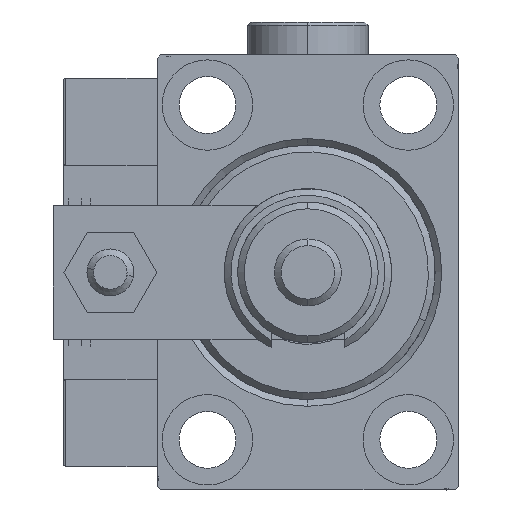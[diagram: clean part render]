
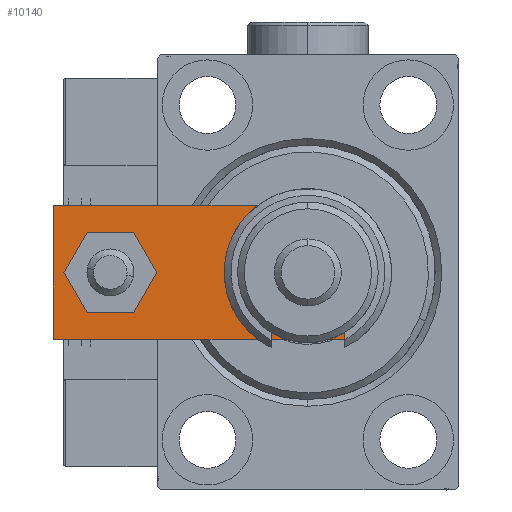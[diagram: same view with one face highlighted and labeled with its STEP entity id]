
A CAD part, left-side view. The second image highlights one B-rep face of the part: STEP entity #10140.
In plain terms, the highlighted face is planar.
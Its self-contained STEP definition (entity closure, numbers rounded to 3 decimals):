
#643 = DIRECTION ( 'NONE',  ( 1., 0., 0. ) ) ;
#2051 = PLANE ( 'NONE',  #21272 ) ;
#2371 = AXIS2_PLACEMENT_3D ( 'NONE', #21155, #46431, #12888 ) ;
#2621 = CARTESIAN_POINT ( 'NONE',  ( -2.88, -2.88, 6. ) ) ;
#3419 = CARTESIAN_POINT ( 'NONE',  ( -4., 39.5, 6. ) ) ;
#3857 = CARTESIAN_POINT ( 'NONE',  ( -10., 4.24, 6. ) ) ;
#3957 = CARTESIAN_POINT ( 'NONE',  ( 0., 10., 6. ) ) ;
#4220 = DIRECTION ( 'NONE',  ( 0., 0., 1. ) ) ;
#4266 = CIRCLE ( 'NONE', #16562, 4. ) ;
#5422 = VERTEX_POINT ( 'NONE', #35237 ) ;
#5596 = CARTESIAN_POINT ( 'NONE',  ( -5.76, 0., 6. ) ) ;
#5959 = ORIENTED_EDGE ( 'NONE', *, *, #33855, .F. ) ;
#6082 = LINE ( 'NONE', #41262, #6287 ) ;
#6173 = FACE_OUTER_BOUND ( 'NONE', #51597, .T. ) ;
#6287 = VECTOR ( 'NONE', #53079, 1000. ) ;
#6932 = LINE ( 'NONE', #11884, #54153 ) ;
#7210 = DIRECTION ( 'NONE',  ( 0., -1., 0. ) ) ;
#8258 = DIRECTION ( 'NONE',  ( 0.707, 0.707, 0. ) ) ;
#8704 = CARTESIAN_POINT ( 'NONE',  ( -10., 48., 6. ) ) ;
#9984 = DIRECTION ( 'NONE',  ( 1., 0., 0. ) ) ;
#10140 = ADVANCED_FACE ( 'NONE', ( #18553, #6173, #26258 ), #2051, .T. ) ;
#10256 = CIRCLE ( 'NONE', #2371, 4. ) ;
#11366 = CIRCLE ( 'NONE', #45580, 7.25 ) ;
#11372 = EDGE_CURVE ( 'NONE', #14242, #24973, #16493, .T. ) ;
#11884 = CARTESIAN_POINT ( 'NONE',  ( -10., 48., 6. ) ) ;
#12748 = DIRECTION ( 'NONE',  ( 0., 0., 1. ) ) ;
#12888 = DIRECTION ( 'NONE',  ( 1., 0., 0. ) ) ;
#13255 = CARTESIAN_POINT ( 'NONE',  ( 10., 4.24, 6. ) ) ;
#13508 = EDGE_CURVE ( 'NONE', #18883, #5422, #27597, .T. ) ;
#14242 = VERTEX_POINT ( 'NONE', #15274 ) ;
#14610 = EDGE_CURVE ( 'NONE', #25242, #51917, #48473, .T. ) ;
#15274 = CARTESIAN_POINT ( 'NONE',  ( 10., 48., 6. ) ) ;
#15710 = LINE ( 'NONE', #45116, #27107 ) ;
#16259 = CARTESIAN_POINT ( 'NONE',  ( 0., 39.5, 6. ) ) ;
#16493 = LINE ( 'NONE', #46689, #41527 ) ;
#16562 = AXIS2_PLACEMENT_3D ( 'NONE', #16259, #45384, #28075 ) ;
#16836 = VERTEX_POINT ( 'NONE', #3419 ) ;
#18012 = ORIENTED_EDGE ( 'NONE', *, *, #23607, .T. ) ;
#18489 = ORIENTED_EDGE ( 'NONE', *, *, #52387, .T. ) ;
#18553 = FACE_BOUND ( 'NONE', #36316, .T. ) ;
#18829 = CARTESIAN_POINT ( 'NONE',  ( 0., 0., 6. ) ) ;
#18883 = VERTEX_POINT ( 'NONE', #43031 ) ;
#19392 = LINE ( 'NONE', #2621, #24934 ) ;
#20003 = ORIENTED_EDGE ( 'NONE', *, *, #29485, .F. ) ;
#20478 = ORIENTED_EDGE ( 'NONE', *, *, #29539, .T. ) ;
#20994 = DIRECTION ( 'NONE',  ( 1., 0., 0. ) ) ;
#21155 = CARTESIAN_POINT ( 'NONE',  ( 0., 39.5, 6. ) ) ;
#21272 = AXIS2_PLACEMENT_3D ( 'NONE', #18829, #38622, #24040 ) ;
#23607 = EDGE_CURVE ( 'NONE', #24973, #25845, #6932, .T. ) ;
#24040 = DIRECTION ( 'NONE',  ( 1., 0., 0. ) ) ;
#24934 = VECTOR ( 'NONE', #49082, 1000. ) ;
#24973 = VERTEX_POINT ( 'NONE', #8704 ) ;
#25242 = VERTEX_POINT ( 'NONE', #5596 ) ;
#25845 = VERTEX_POINT ( 'NONE', #3857 ) ;
#26258 = FACE_BOUND ( 'NONE', #43860, .T. ) ;
#27107 = VECTOR ( 'NONE', #8258, 1000. ) ;
#27597 = CIRCLE ( 'NONE', #45141, 7.25 ) ;
#28075 = DIRECTION ( 'NONE',  ( 1., 0., 0. ) ) ;
#28902 = VERTEX_POINT ( 'NONE', #51857 ) ;
#29485 = EDGE_CURVE ( 'NONE', #28902, #16836, #4266, .T. ) ;
#29539 = EDGE_CURVE ( 'NONE', #51917, #30583, #15710, .T. ) ;
#30583 = VERTEX_POINT ( 'NONE', #13255 ) ;
#30859 = ORIENTED_EDGE ( 'NONE', *, *, #11372, .T. ) ;
#33643 = CARTESIAN_POINT ( 'NONE',  ( 0., 10., 6. ) ) ;
#33855 = EDGE_CURVE ( 'NONE', #16836, #28902, #10256, .T. ) ;
#35237 = CARTESIAN_POINT ( 'NONE',  ( 7.25, 10., 6. ) ) ;
#35916 = ORIENTED_EDGE ( 'NONE', *, *, #13508, .F. ) ;
#36316 = EDGE_LOOP ( 'NONE', ( #5959, #20003 ) ) ;
#37961 = EDGE_CURVE ( 'NONE', #5422, #18883, #11366, .T. ) ;
#38622 = DIRECTION ( 'NONE',  ( 0., 0., 1. ) ) ;
#38706 = DIRECTION ( 'NONE',  ( -1., 0., 0. ) ) ;
#38881 = ORIENTED_EDGE ( 'NONE', *, *, #37961, .F. ) ;
#38915 = VECTOR ( 'NONE', #9984, 1000. ) ;
#41262 = CARTESIAN_POINT ( 'NONE',  ( 10., 0., 6. ) ) ;
#41527 = VECTOR ( 'NONE', #38706, 1000. ) ;
#41937 = ORIENTED_EDGE ( 'NONE', *, *, #43562, .T. ) ;
#42429 = CARTESIAN_POINT ( 'NONE',  ( 5.76, 0., 6. ) ) ;
#43031 = CARTESIAN_POINT ( 'NONE',  ( -7.25, 10., 6. ) ) ;
#43424 = ORIENTED_EDGE ( 'NONE', *, *, #14610, .T. ) ;
#43562 = EDGE_CURVE ( 'NONE', #30583, #14242, #6082, .T. ) ;
#43860 = EDGE_LOOP ( 'NONE', ( #35916, #38881 ) ) ;
#45116 = CARTESIAN_POINT ( 'NONE',  ( 2.88, -2.88, 6. ) ) ;
#45141 = AXIS2_PLACEMENT_3D ( 'NONE', #33643, #12748, #643 ) ;
#45384 = DIRECTION ( 'NONE',  ( 0., 0., 1. ) ) ;
#45580 = AXIS2_PLACEMENT_3D ( 'NONE', #3957, #4220, #20994 ) ;
#46431 = DIRECTION ( 'NONE',  ( 0., 0., 1. ) ) ;
#46689 = CARTESIAN_POINT ( 'NONE',  ( 10., 48., 6. ) ) ;
#48473 = LINE ( 'NONE', #52855, #38915 ) ;
#49082 = DIRECTION ( 'NONE',  ( 0.707, -0.707, 0. ) ) ;
#51597 = EDGE_LOOP ( 'NONE', ( #18012, #18489, #43424, #20478, #41937, #30859 ) ) ;
#51857 = CARTESIAN_POINT ( 'NONE',  ( 4., 39.5, 6. ) ) ;
#51917 = VERTEX_POINT ( 'NONE', #42429 ) ;
#52387 = EDGE_CURVE ( 'NONE', #25845, #25242, #19392, .T. ) ;
#52855 = CARTESIAN_POINT ( 'NONE',  ( -10., 0., 6. ) ) ;
#53079 = DIRECTION ( 'NONE',  ( 0., 1., 0. ) ) ;
#54153 = VECTOR ( 'NONE', #7210, 1000. ) ;
